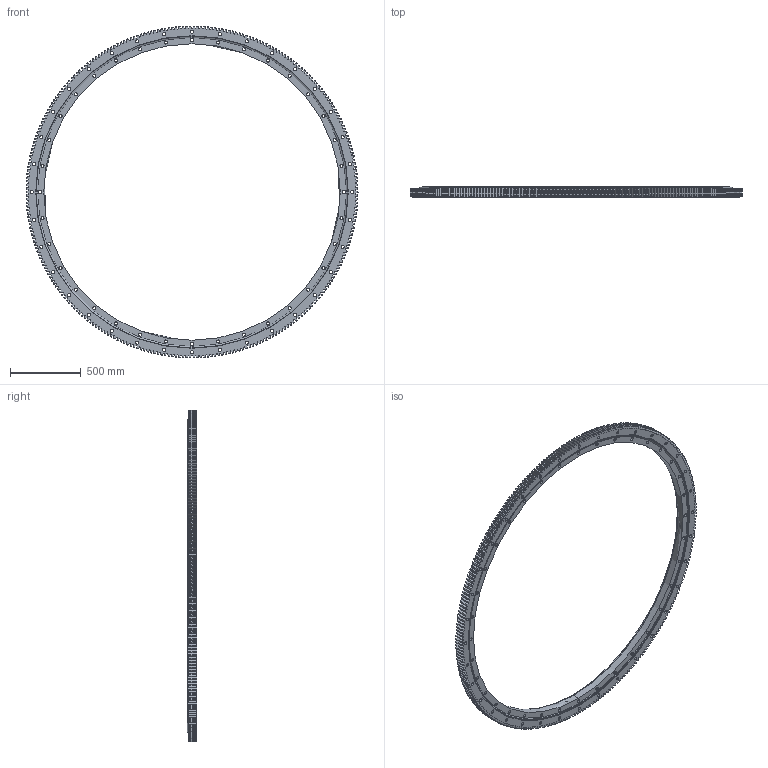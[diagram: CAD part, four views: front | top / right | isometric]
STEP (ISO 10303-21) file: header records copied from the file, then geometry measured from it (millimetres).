
FILE_DESCRIPTION (( 'STEP AP203' ), '1' );
FILE_NAME ('01-2202-00.STEP', '2017-12-26T11:05:40', ( 'defontaine' ), ( 'Hewlett-Packard Company' ), 'SwSTEP 2.0', 'SolidWorks 2016', '' );
FILE_SCHEMA (( 'CONFIG_CONTROL_DESIGN' ));
Length unit declared in the file: millimetre
Products named in the file (1): 01-2202-00
Bounding box: 2342 x 70 x 2341.93 mm (x, y, z)
Volume: 44794666.1 mm3; surface area: 4796730.9 mm2
Topology: 5 solids, 5 shells, 1950 faces, 5798 edges, 3857 vertices
Faces by surface type: cylinder 749, plane 593, cone 588, torus 18, sphere 2
Entity records: 68060 total; most frequent: CARTESIAN_POINT 15616, ORIENTED_EDGE 11586, DIRECTION 10639, EDGE_CURVE 5793, AXIS2_PLACEMENT_3D 4071, VERTEX_POINT 3854, LINE 2497, VECTOR 2497
